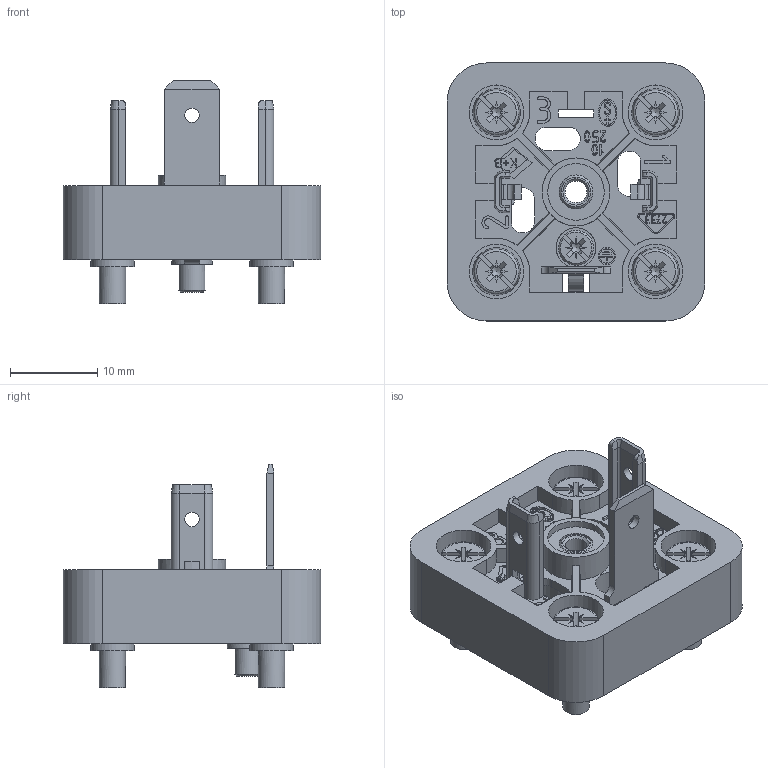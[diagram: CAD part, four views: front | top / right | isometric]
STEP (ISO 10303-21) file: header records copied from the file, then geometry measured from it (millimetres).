
FILE_DESCRIPTION(/* description */ (''),/* implementation_level */ '2;1');
FILE_NAME(/* name */ '43 1713 XXX 03 001_01.stp',/* time_stamp */ '2013-11-15T08:54:51+01:00',/* author */ (''),/* organization */ (''),/* preprocessor_version */ 'ST-DEVELOPER v14',/* originating_system */ 'SIEMENS PLM Software NX 8.0',/* authorisation */ '');
FILE_SCHEMA (('AUTOMOTIVE_DESIGN { 1 0 10303 214 3 1 1 1 }'));
Length unit declared in the file: millimetre
Products named in the file (1): cerl0CC4B958amat
Bounding box: 29.6 x 29.6 x 25.6 mm (x, y, z)
Volume: 4713 mm3; surface area: 5375.2 mm2
Topology: 1 solids, 1 shells, 1187 faces, 3175 edges, 2002 vertices
Faces by surface type: plane 600, cylinder 277, extrusion 158, torus 68, cone 42, sphere 24, bspline 18
Full cylindrical faces by diameter (mm): 1.65 x3, 1.7 x2, 2 x2, 2.5 x1, 3 x5, 3.1 x1, 3.5 x1, 3.9 x1, 4 x1, 5 x4, 6.3 x4, 6.5 x1, 7.8 x1
Entity records: 39027 total; most frequent: CARTESIAN_POINT 10692, ORIENTED_EDGE 6120, DIRECTION 5320, EDGE_CURVE 3060, VERTEX_POINT 1977, VECTOR 1888, LINE 1730, AXIS2_PLACEMENT_3D 1716
